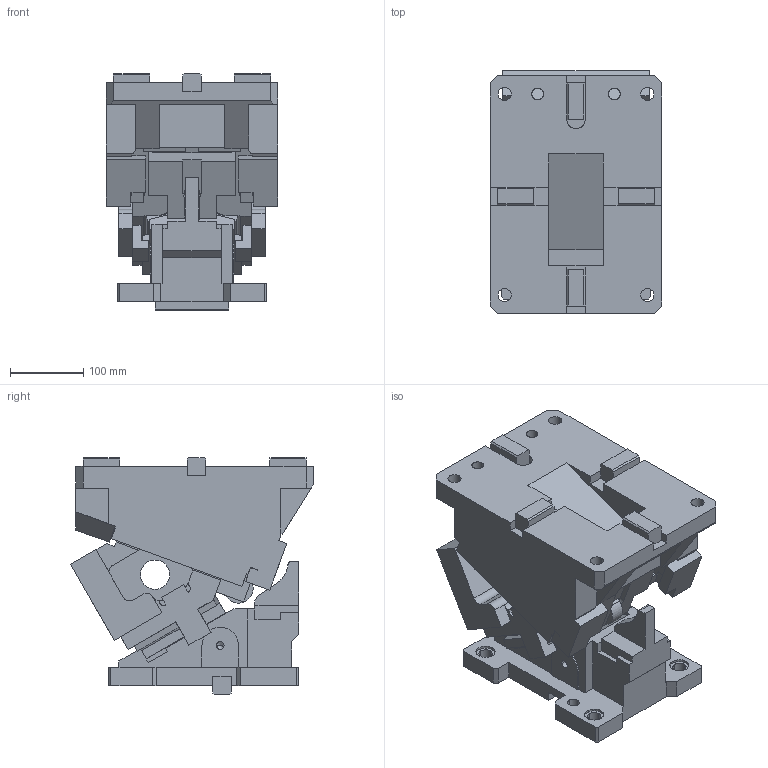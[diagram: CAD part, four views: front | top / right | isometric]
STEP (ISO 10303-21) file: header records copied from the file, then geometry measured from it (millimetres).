
FILE_DESCRIPTION(('CATIA V5 STEP Exchange'),'2;1');
FILE_NAME('CACN_F_200_30.stp','2015-04-24T09:58:43+00:00',('none'),('none'),'CATIA Version 5 Release 19 SP 2 (IN-10)','CATIA V5 STEP AP203','none');
FILE_SCHEMA(('CONFIG_CONTROL_DESIGN'));
Length unit declared in the file: millimetre
Products named in the file (1): CACN_F_200_30
Bounding box: 235 x 332.11 x 324 mm (x, y, z)
Volume: 12706726 mm3; surface area: 874178.5 mm2
Topology: 3 solids, 3 shells, 547 faces, 2087 edges, 1554 vertices
Faces by surface type: plane 422, cylinder 79, bspline 40, cone 6
Entity records: 22263 total; most frequent: CARTESIAN_POINT 5847, ORIENTED_EDGE 4162, DIRECTION 2424, EDGE_CURVE 2081, VERTEX_POINT 1554, VECTOR 1134, LINE 1134, AXIS2_PLACEMENT_3D 865
